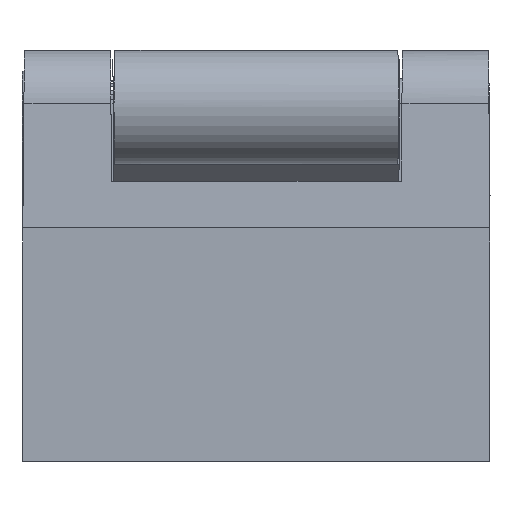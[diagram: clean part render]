
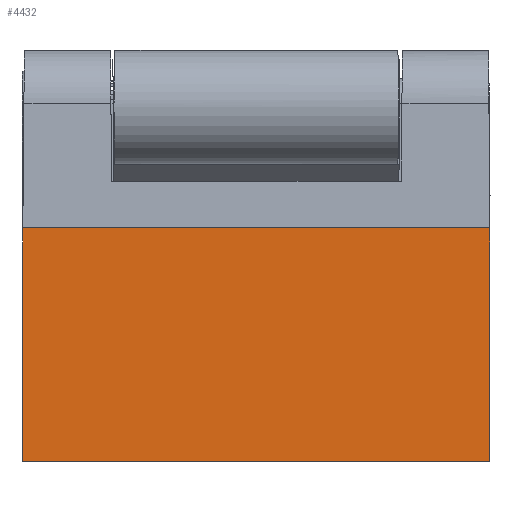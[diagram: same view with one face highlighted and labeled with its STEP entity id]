
A CAD part, left-side view. The second image highlights one B-rep face of the part: STEP entity #4432.
In plain terms, the highlighted planar face has unit normal (-1, 0, 0).
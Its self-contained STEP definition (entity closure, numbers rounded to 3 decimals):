
#274 = CARTESIAN_POINT ( 'NONE',  ( -7., -25., 0. ) ) ;
#1052 = DIRECTION ( 'NONE',  ( 0., 1., 0. ) ) ;
#1517 = ORIENTED_EDGE ( 'NONE', *, *, #7158, .T. ) ;
#1520 = FACE_OUTER_BOUND ( 'NONE', #7644, .T. ) ;
#2516 = EDGE_CURVE ( 'NONE', #12142, #4462, #9589, .T. ) ;
#3605 = DIRECTION ( 'NONE',  ( 1., 0., 0. ) ) ;
#3923 = VERTEX_POINT ( 'NONE', #274 ) ;
#4318 = CARTESIAN_POINT ( 'NONE',  ( -7., -25., -5. ) ) ;
#4432 = ADVANCED_FACE ( 'NONE', ( #1520 ), #7770, .F. ) ;
#4462 = VERTEX_POINT ( 'NONE', #12348 ) ;
#4545 = DIRECTION ( 'NONE',  ( 0., 0., 1. ) ) ;
#4608 = CARTESIAN_POINT ( 'NONE',  ( -7., -25., -25. ) ) ;
#5267 = LINE ( 'NONE', #9320, #6032 ) ;
#5620 = CARTESIAN_POINT ( 'NONE',  ( -7., -25., -5. ) ) ;
#5687 = EDGE_CURVE ( 'NONE', #5898, #12142, #9098, .T. ) ;
#5898 = VERTEX_POINT ( 'NONE', #4608 ) ;
#6032 = VECTOR ( 'NONE', #1052, 1000. ) ;
#6360 = ORIENTED_EDGE ( 'NONE', *, *, #5687, .F. ) ;
#6616 = VECTOR ( 'NONE', #11255, 1000. ) ;
#7158 = EDGE_CURVE ( 'NONE', #5898, #3923, #11591, .T. ) ;
#7644 = EDGE_LOOP ( 'NONE', ( #11703, #13220, #6360, #1517 ) ) ;
#7770 = PLANE ( 'NONE',  #12216 ) ;
#8595 = VECTOR ( 'NONE', #9567, 1000. ) ;
#9098 = LINE ( 'NONE', #11185, #6616 ) ;
#9320 = CARTESIAN_POINT ( 'NONE',  ( -7., -25., 0. ) ) ;
#9567 = DIRECTION ( 'NONE',  ( 0., 0., 1. ) ) ;
#9579 = CARTESIAN_POINT ( 'NONE',  ( -7., 25., -25. ) ) ;
#9589 = LINE ( 'NONE', #10731, #11989 ) ;
#9733 = DIRECTION ( 'NONE',  ( 0., 1., 0. ) ) ;
#10731 = CARTESIAN_POINT ( 'NONE',  ( -7., 25., -5. ) ) ;
#11185 = CARTESIAN_POINT ( 'NONE',  ( -7., -25., -25. ) ) ;
#11255 = DIRECTION ( 'NONE',  ( 0., 1., 0. ) ) ;
#11591 = LINE ( 'NONE', #4318, #8595 ) ;
#11703 = ORIENTED_EDGE ( 'NONE', *, *, #12055, .T. ) ;
#11989 = VECTOR ( 'NONE', #4545, 1000. ) ;
#12055 = EDGE_CURVE ( 'NONE', #3923, #4462, #5267, .T. ) ;
#12142 = VERTEX_POINT ( 'NONE', #9579 ) ;
#12216 = AXIS2_PLACEMENT_3D ( 'NONE', #5620, #3605, #9733 ) ;
#12348 = CARTESIAN_POINT ( 'NONE',  ( -7., 25., 0. ) ) ;
#13220 = ORIENTED_EDGE ( 'NONE', *, *, #2516, .F. ) ;
